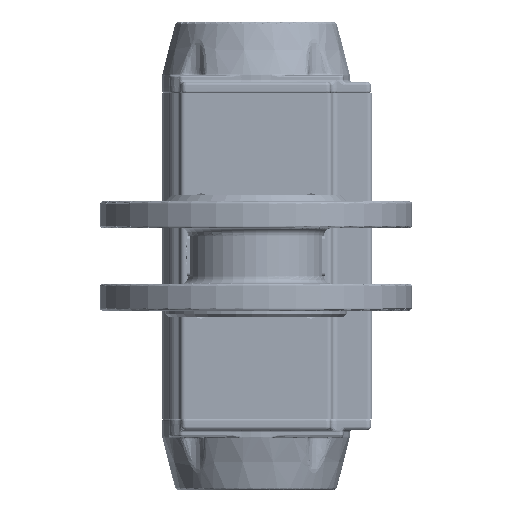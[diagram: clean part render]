
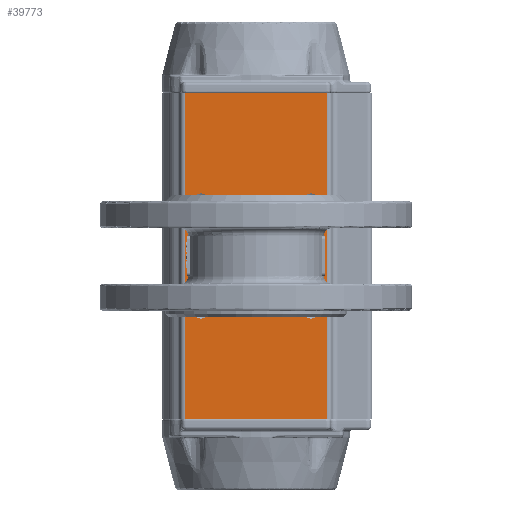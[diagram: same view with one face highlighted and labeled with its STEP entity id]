
A CAD part, front view. The second image highlights one B-rep face of the part: STEP entity #39773.
In plain terms, the highlighted planar face has unit normal (0, -1, 0).
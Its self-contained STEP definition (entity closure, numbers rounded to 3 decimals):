
#1752=LINE('',#105950,#3976);
#1753=LINE('',#105955,#3977);
#1798=LINE('',#106129,#4022);
#1799=LINE('',#106178,#4023);
#3976=VECTOR('',#48992,1000.);
#3977=VECTOR('',#48997,1000.);
#4022=VECTOR('',#49166,1000.);
#4023=VECTOR('',#49219,1000.);
#5685=PLANE('',#42973);
#14506=ORIENTED_EDGE('',*,*,#23631,.T.);
#14507=ORIENTED_EDGE('',*,*,#23632,.T.);
#14508=ORIENTED_EDGE('',*,*,#23633,.T.);
#14509=ORIENTED_EDGE('',*,*,#23634,.T.);
#14510=ORIENTED_EDGE('',*,*,#23635,.T.);
#14511=ORIENTED_EDGE('',*,*,#23636,.T.);
#14512=ORIENTED_EDGE('',*,*,#23637,.T.);
#14513=ORIENTED_EDGE('',*,*,#23638,.T.);
#14514=ORIENTED_EDGE('',*,*,#23639,.T.);
#14515=ORIENTED_EDGE('',*,*,#23640,.F.);
#14516=ORIENTED_EDGE('',*,*,#23530,.T.);
#14517=ORIENTED_EDGE('',*,*,#23617,.T.);
#14518=ORIENTED_EDGE('',*,*,#23532,.T.);
#23530=EDGE_CURVE('',#28527,#28529,#1752,.T.);
#23532=EDGE_CURVE('',#28532,#28530,#1753,.T.);
#23617=EDGE_CURVE('',#28529,#28532,#1798,.T.);
#23631=EDGE_CURVE('',#28600,#28600,#31266,.T.);
#23632=EDGE_CURVE('',#28601,#28601,#31267,.T.);
#23633=EDGE_CURVE('',#28602,#28602,#31268,.T.);
#23634=EDGE_CURVE('',#28603,#28603,#31269,.T.);
#23635=EDGE_CURVE('',#28604,#28604,#31270,.T.);
#23636=EDGE_CURVE('',#28605,#28605,#31271,.T.);
#23637=EDGE_CURVE('',#28606,#28606,#31272,.T.);
#23638=EDGE_CURVE('',#28607,#28607,#31273,.T.);
#23639=EDGE_CURVE('',#28608,#28608,#31274,.T.);
#23640=EDGE_CURVE('',#28527,#28530,#1799,.T.);
#28527=VERTEX_POINT('',#105945);
#28529=VERTEX_POINT('',#105949);
#28530=VERTEX_POINT('',#105953);
#28532=VERTEX_POINT('',#105956);
#28600=VERTEX_POINT('',#106161);
#28601=VERTEX_POINT('',#106163);
#28602=VERTEX_POINT('',#106165);
#28603=VERTEX_POINT('',#106167);
#28604=VERTEX_POINT('',#106169);
#28605=VERTEX_POINT('',#106171);
#28606=VERTEX_POINT('',#106173);
#28607=VERTEX_POINT('',#106175);
#28608=VERTEX_POINT('',#106177);
#31266=CIRCLE('',#42974,3.324);
#31267=CIRCLE('',#42975,3.324);
#31268=CIRCLE('',#42976,3.324);
#31269=CIRCLE('',#42977,3.324);
#31270=CIRCLE('',#42978,2.459);
#31271=CIRCLE('',#42979,2.459);
#31272=CIRCLE('',#42980,2.459);
#31273=CIRCLE('',#42981,2.459);
#31274=CIRCLE('',#42982,16.);
#33671=EDGE_LOOP('',(#14506));
#33672=EDGE_LOOP('',(#14507));
#33673=EDGE_LOOP('',(#14508));
#33674=EDGE_LOOP('',(#14509));
#33675=EDGE_LOOP('',(#14510));
#33676=EDGE_LOOP('',(#14511));
#33677=EDGE_LOOP('',(#14512));
#33678=EDGE_LOOP('',(#14513));
#33679=EDGE_LOOP('',(#14514));
#33680=EDGE_LOOP('',(#14515,#14516,#14517,#14518));
#36748=FACE_BOUND('',#33671,.T.);
#36749=FACE_BOUND('',#33672,.T.);
#36750=FACE_BOUND('',#33673,.T.);
#36751=FACE_BOUND('',#33674,.T.);
#36752=FACE_BOUND('',#33675,.T.);
#36753=FACE_BOUND('',#33676,.T.);
#36754=FACE_BOUND('',#33677,.T.);
#36755=FACE_BOUND('',#33678,.T.);
#36756=FACE_BOUND('',#33679,.T.);
#36757=FACE_BOUND('',#33680,.T.);
#39773=ADVANCED_FACE('',(#36748,#36749,#36750,#36751,#36752,#36753,#36754,
#36755,#36756,#36757),#5685,.T.);
#42973=AXIS2_PLACEMENT_3D('',#106159,#49199,#49200);
#42974=AXIS2_PLACEMENT_3D('',#106160,#49201,#49202);
#42975=AXIS2_PLACEMENT_3D('',#106162,#49203,#49204);
#42976=AXIS2_PLACEMENT_3D('',#106164,#49205,#49206);
#42977=AXIS2_PLACEMENT_3D('',#106166,#49207,#49208);
#42978=AXIS2_PLACEMENT_3D('',#106168,#49209,#49210);
#42979=AXIS2_PLACEMENT_3D('',#106170,#49211,#49212);
#42980=AXIS2_PLACEMENT_3D('',#106172,#49213,#49214);
#42981=AXIS2_PLACEMENT_3D('',#106174,#49215,#49216);
#42982=AXIS2_PLACEMENT_3D('',#106176,#49217,#49218);
#48992=DIRECTION('',(0.,0.,-1.));
#48997=DIRECTION('',(0.,0.,1.));
#49166=DIRECTION('',(1.,0.,0.));
#49199=DIRECTION('',(0.,-1.,0.));
#49200=DIRECTION('',(1.,0.,0.));
#49201=DIRECTION('',(0.,1.,0.));
#49202=DIRECTION('',(1.,0.,0.));
#49203=DIRECTION('',(0.,1.,0.));
#49204=DIRECTION('',(1.,0.,0.));
#49205=DIRECTION('',(0.,1.,0.));
#49206=DIRECTION('',(1.,0.,0.));
#49207=DIRECTION('',(0.,1.,0.));
#49208=DIRECTION('',(1.,0.,0.));
#49209=DIRECTION('',(0.,1.,0.));
#49210=DIRECTION('',(1.,0.,0.));
#49211=DIRECTION('',(0.,1.,0.));
#49212=DIRECTION('',(1.,0.,0.));
#49213=DIRECTION('',(0.,1.,0.));
#49214=DIRECTION('',(1.,0.,0.));
#49215=DIRECTION('',(0.,1.,0.));
#49216=DIRECTION('',(1.,0.,0.));
#49217=DIRECTION('',(0.,1.,0.));
#49218=DIRECTION('',(1.,0.,0.));
#49219=DIRECTION('',(1.,0.,0.));
#105945=CARTESIAN_POINT('',(-32.,-50.,146.));
#105949=CARTESIAN_POINT('',(-32.,-50.,0.));
#105950=CARTESIAN_POINT('',(-32.,-50.,0.));
#105953=CARTESIAN_POINT('',(32.,-50.,146.));
#105955=CARTESIAN_POINT('',(32.,-50.,0.));
#105956=CARTESIAN_POINT('',(32.,-50.,0.));
#106129=CARTESIAN_POINT('',(-32.,-50.,0.));
#106159=CARTESIAN_POINT('',(-32.,-50.,0.));
#106160=CARTESIAN_POINT('',(-24.749,-50.,97.749));
#106161=CARTESIAN_POINT('',(-21.425,-50.,97.749));
#106162=CARTESIAN_POINT('',(24.749,-50.,97.749));
#106163=CARTESIAN_POINT('',(28.072,-50.,97.749));
#106164=CARTESIAN_POINT('',(24.749,-50.,48.251));
#106165=CARTESIAN_POINT('',(28.072,-50.,48.251));
#106166=CARTESIAN_POINT('',(-24.749,-50.,48.251));
#106167=CARTESIAN_POINT('',(-21.425,-50.,48.251));
#106168=CARTESIAN_POINT('',(-17.678,-50.,90.678));
#106169=CARTESIAN_POINT('',(-15.219,-50.,90.678));
#106170=CARTESIAN_POINT('',(17.678,-50.,90.678));
#106171=CARTESIAN_POINT('',(20.136,-50.,90.678));
#106172=CARTESIAN_POINT('',(17.678,-50.,55.322));
#106173=CARTESIAN_POINT('',(20.136,-50.,55.322));
#106174=CARTESIAN_POINT('',(-17.678,-50.,55.322));
#106175=CARTESIAN_POINT('',(-15.219,-50.,55.322));
#106176=CARTESIAN_POINT('',(0.,-50.,73.));
#106177=CARTESIAN_POINT('',(16.,-50.,73.));
#106178=CARTESIAN_POINT('',(5.937,-50.,146.));
